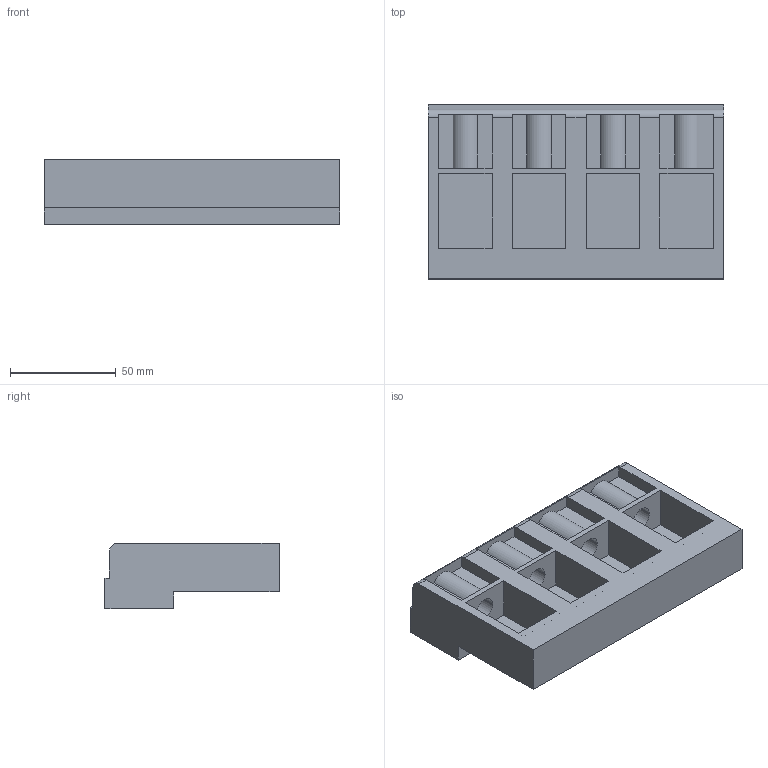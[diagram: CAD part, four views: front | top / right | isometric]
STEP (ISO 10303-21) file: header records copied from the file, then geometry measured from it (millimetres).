
FILE_DESCRIPTION(('CATIA V5 STEP Exchange'),'2;1');
FILE_NAME('1SDH001295R0750_1PA_001_00_XT4_4P_WITHDRAWABLE_BASETTA_SUP.stp','2014-11-11T15:34:38+00:00',('none'),('none'),'CATIA Version 5 Release 20 SP 1 (IN-10)','CATIA V5 STEP AP214','none');
FILE_SCHEMA(('AUTOMOTIVE_DESIGN { 1 0 10303 214 1 1 1 1 }'));
Length unit declared in the file: millimetre
Products named in the file (1): 1SDH001295R0750_1PA_001_00_XT4_4P_WITHDRAWABLE_BASETTA_SUP
Bounding box: 140 x 82.5 x 31 mm (x, y, z)
Volume: 129275.4 mm3; surface area: 63325.9 mm2
Topology: 1 solids, 1 shells, 109 faces, 303 edges, 202 vertices
Faces by surface type: plane 90, cylinder 19
Entity records: 3181 total; most frequent: ORIENTED_EDGE 606, CARTESIAN_POINT 560, DIRECTION 411, EDGE_CURVE 303, VECTOR 257, LINE 257, VERTEX_POINT 202, EDGE_LOOP 123
